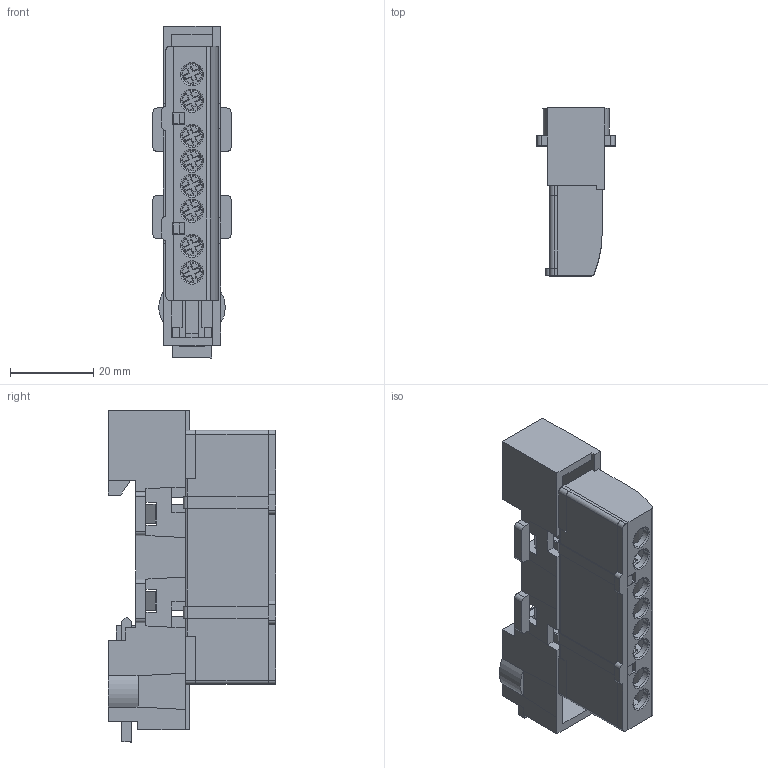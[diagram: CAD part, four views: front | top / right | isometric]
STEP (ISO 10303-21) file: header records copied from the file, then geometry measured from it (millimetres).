
FILE_DESCRIPTION (( 'STEP AP214' ), '1' );
FILE_NAME ('KSN-6-6x9-08 BLUE.STEP', '2023-11-22T12:37:16', ( '' ), ( '' ), 'SwSTEP 2.0', 'SolidWorks 2022', '' );
FILE_SCHEMA (( 'AUTOMOTIVE_DESIGN' ));
Length unit declared in the file: millimetre
Products named in the file (7): крышка 6х9-8_140421.STEP; Подставка универсал 140421.STEP; KSN-6-6x9-08 BLUE; защелка; КМ Шина 8 - 6х9_(2).STEP; крышка2 6х9-8_140421.STEP; Винт М4х8.STEP
Assembly tree (13 placements, depth 2):
  KSN-6-6x9-08 BLUE
    Подставка универсал 140421.STEP
    крышка 6х9-8_140421.STEP
    крышка2 6х9-8_140421.STEP
    КМ Шина 8 - 6х9_(2).STEP
    Винт М4х8.STEP  x8
    защелка
Bounding box: 18.8 x 40.4 x 80 mm (x, y, z)
Volume: 19227.3 mm3; surface area: 22792.4 mm2
Topology: 13 solids, 13 shells, 1506 faces, 4091 edges, 2654 vertices
Faces by surface type: plane 948, bspline 224, cylinder 205, cone 81, torus 48
Entity records: 54536 total; most frequent: CARTESIAN_POINT 20166, ORIENTED_EDGE 7146, DIRECTION 5708, EDGE_CURVE 3573, VECTOR 2600, LINE 2600, VERTEX_POINT 2318, AXIS2_PLACEMENT_3D 1554
